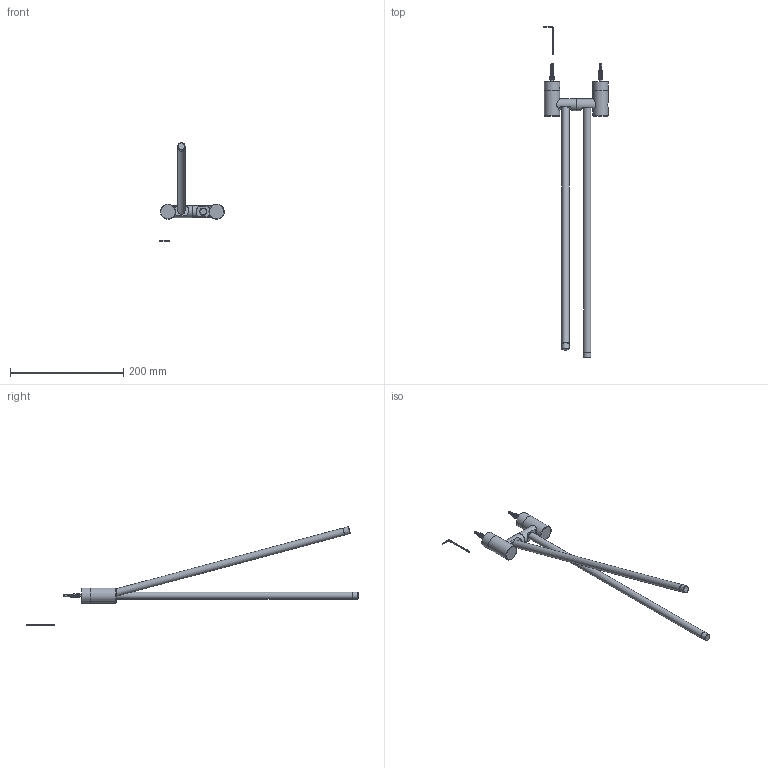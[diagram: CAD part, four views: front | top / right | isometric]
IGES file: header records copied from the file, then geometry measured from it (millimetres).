
Global section: file name: No Iges File Name specified; native system: Autodesk Inventor 2012; preprocessor: AutoDesk Inventor Iges Exporter R2012; author: sbajwa; date: 20130228.120008; units: millimetre
Bounding box: 113.69 x 586.71 x 174.28 mm (x, y, z)
Volume: 190886.9 mm3; surface area: 70961.9 mm2
Topology: 16 solids, 16 shells, 622 faces, 1698 edges, 1118 vertices
Faces by surface type: plane 474, revolution 68, cylinder 46, cone 22, torus 8, bspline 4
Full cylindrical faces by diameter (mm): 3.92 x2, 4 x3, 7 x1, 8.2 x2, 11.7 x2, 12 x2, 12.7 x4, 17.76 x2, 20.38 x2, 21 x2, 26.85 x4
